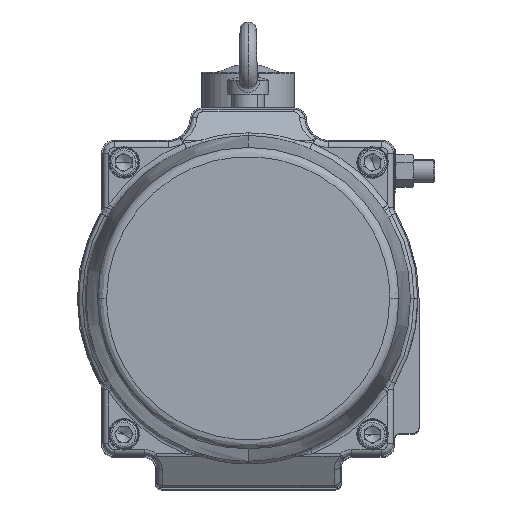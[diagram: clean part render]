
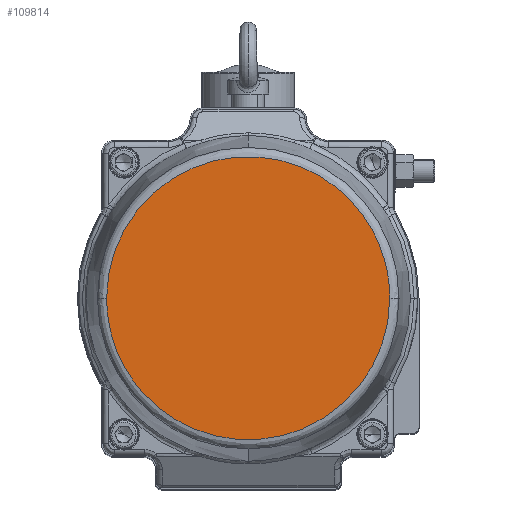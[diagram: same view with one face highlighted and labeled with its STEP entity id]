
A CAD part, top view. The second image highlights one B-rep face of the part: STEP entity #109814.
In plain terms, the highlighted planar face has unit normal (0, 0, 1).
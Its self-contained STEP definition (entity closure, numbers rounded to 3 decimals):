
#4198 = CARTESIAN_POINT ( 'NONE',  ( 121.824, 243.648, 360.5 ) ) ;
#9373 = CARTESIAN_POINT ( 'NONE',  ( 121.824, 0., 360.5 ) ) ;
#9842 = EDGE_CURVE ( 'NONE', #84510, #110736, #50371, .T. ) ;
#14503 = EDGE_CURVE ( 'NONE', #110736, #84510, #110293, .T. ) ;
#21286 = EDGE_LOOP ( 'NONE', ( #57934, #99326 ) ) ;
#31516 = CARTESIAN_POINT ( 'NONE',  ( -121.824, 0., 360.5 ) ) ;
#50371 =( BOUNDED_CURVE ( )  B_SPLINE_CURVE ( 3, ( #89546, #121215, #4198, #77517 ),
 .UNSPECIFIED., .F., .F. ) 
 B_SPLINE_CURVE_WITH_KNOTS ( ( 4, 4 ),
 ( 0., 1. ),
 .UNSPECIFIED. ) 
 CURVE ( )  GEOMETRIC_REPRESENTATION_ITEM ( )  RATIONAL_B_SPLINE_CURVE ( ( 1., 0.333, 0.333, 1. ) ) 
 REPRESENTATION_ITEM ( '' )  );
#54625 = CARTESIAN_POINT ( 'NONE',  ( 121.824, 0., 360.5 ) ) ;
#57934 = ORIENTED_EDGE ( 'NONE', *, *, #14503, .F. ) ;
#62390 = CARTESIAN_POINT ( 'NONE',  ( -121.824, -243.648, 360.5 ) ) ;
#63947 = DIRECTION ( 'NONE',  ( 0., 0., -1. ) ) ;
#75032 = CARTESIAN_POINT ( 'NONE',  ( 0., 0., 360.5 ) ) ;
#77517 = CARTESIAN_POINT ( 'NONE',  ( 121.824, 0., 360.5 ) ) ;
#83690 = CARTESIAN_POINT ( 'NONE',  ( 121.824, -243.648, 360.5 ) ) ;
#84510 = VERTEX_POINT ( 'NONE', #102873 ) ;
#85408 = AXIS2_PLACEMENT_3D ( 'NONE', #75032, #63947, #127123 ) ;
#89546 = CARTESIAN_POINT ( 'NONE',  ( -121.824, 0., 360.5 ) ) ;
#99326 = ORIENTED_EDGE ( 'NONE', *, *, #9842, .F. ) ;
#102873 = CARTESIAN_POINT ( 'NONE',  ( -121.824, 0., 360.5 ) ) ;
#109814 = ADVANCED_FACE ( 'NONE', ( #131611 ), #128461, .F. ) ;
#110293 =( BOUNDED_CURVE ( )  B_SPLINE_CURVE ( 3, ( #9373, #83690, #62390, #31516 ),
 .UNSPECIFIED., .F., .T. ) 
 B_SPLINE_CURVE_WITH_KNOTS ( ( 4, 4 ),
 ( 0., 1. ),
 .UNSPECIFIED. ) 
 CURVE ( )  GEOMETRIC_REPRESENTATION_ITEM ( )  RATIONAL_B_SPLINE_CURVE ( ( 1., 0.333, 0.333, 1. ) ) 
 REPRESENTATION_ITEM ( '' )  );
#110736 = VERTEX_POINT ( 'NONE', #54625 ) ;
#121215 = CARTESIAN_POINT ( 'NONE',  ( -121.824, 243.648, 360.5 ) ) ;
#127123 = DIRECTION ( 'NONE',  ( -1., 0., 0. ) ) ;
#128461 = PLANE ( 'NONE',  #85408 ) ;
#131611 = FACE_OUTER_BOUND ( 'NONE', #21286, .T. ) ;
